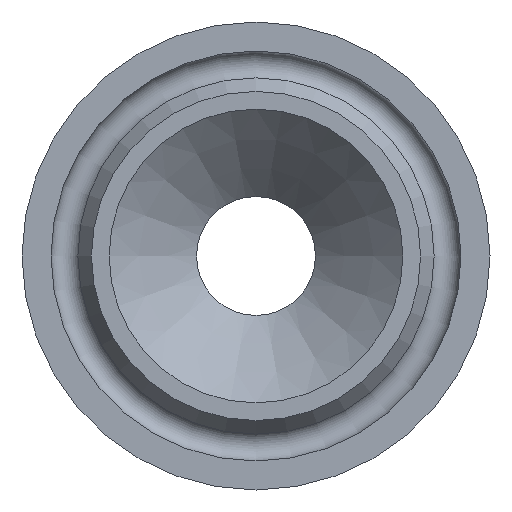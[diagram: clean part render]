
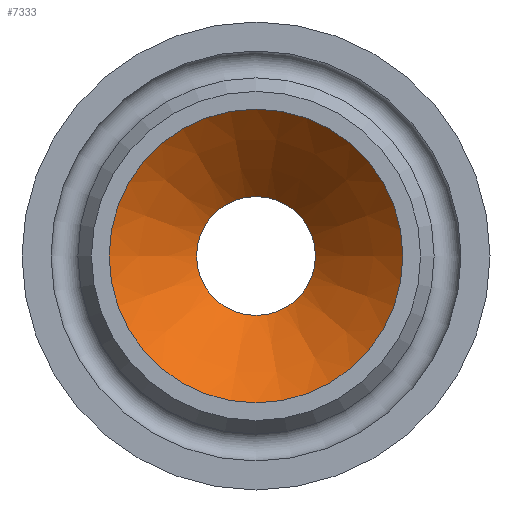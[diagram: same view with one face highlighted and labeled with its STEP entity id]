
A CAD part, left-side view. The second image highlights one B-rep face of the part: STEP entity #7333.
In plain terms, the highlighted conical face has half-angle 45 degrees and reference radius 5.509 mm.
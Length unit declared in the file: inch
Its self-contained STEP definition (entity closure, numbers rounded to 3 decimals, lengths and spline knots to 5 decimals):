
#17=CONICAL_SURFACE('',#7760,0.21688,45.);
#103=FACE_BOUND('',#1313,.T.);
#866=FACE_OUTER_BOUND('',#1312,.T.);
#1312=EDGE_LOOP('',(#6840));
#1313=EDGE_LOOP('',(#6841));
#2537=CIRCLE('',#7761,0.30875);
#2538=CIRCLE('',#7762,0.125);
#3617=VERTEX_POINT('',#15881);
#3618=VERTEX_POINT('',#15883);
#4698=EDGE_CURVE('',#3617,#3617,#2537,.T.);
#4699=EDGE_CURVE('',#3618,#3618,#2538,.T.);
#6840=ORIENTED_EDGE('',*,*,#4698,.F.);
#6841=ORIENTED_EDGE('',*,*,#4699,.F.);
#7333=ADVANCED_FACE('',(#866,#103),#17,.F.);
#7760=AXIS2_PLACEMENT_3D('',#15880,#9130,#9131);
#7761=AXIS2_PLACEMENT_3D('',#15882,#9132,#9133);
#7762=AXIS2_PLACEMENT_3D('',#15884,#9134,#9135);
#9130=DIRECTION('center_axis',(-1.,0.,0.));
#9131=DIRECTION('ref_axis',(0.,-1.,0.));
#9132=DIRECTION('center_axis',(1.,0.,0.));
#9133=DIRECTION('ref_axis',(0.,-1.,0.));
#9134=DIRECTION('center_axis',(-1.,0.,0.));
#9135=DIRECTION('ref_axis',(0.,-1.,0.));
#15880=CARTESIAN_POINT('Origin',(0.12288,0.,0.));
#15881=CARTESIAN_POINT('',(0.031,-0.30875,0.));
#15882=CARTESIAN_POINT('Origin',(0.031,0.,0.));
#15883=CARTESIAN_POINT('',(0.21475,-0.125,0.));
#15884=CARTESIAN_POINT('Origin',(0.21475,0.,0.));
